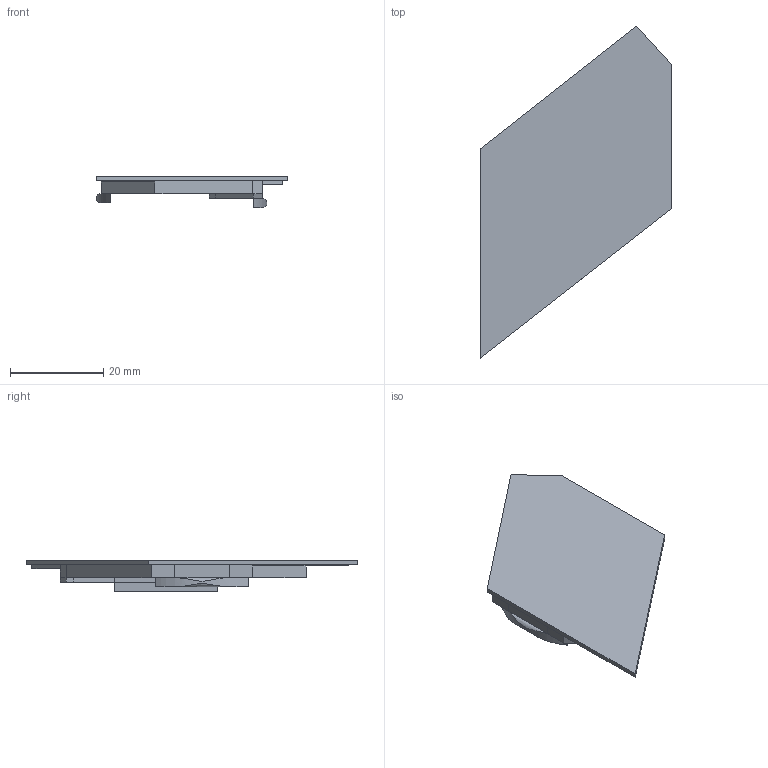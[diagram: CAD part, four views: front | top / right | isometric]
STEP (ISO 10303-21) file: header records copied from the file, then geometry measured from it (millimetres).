
FILE_DESCRIPTION(/* description */ (''),/* implementation_level */ '2;1');
FILE_NAME(/* name */ 'Bosch-Sägeblattabdeckung',/* time_stamp */ '2025-01-06T13:52:42+01:00',/* author */ (''),/* organization */ (''),/* preprocessor_version */ 'ST-DEVELOPER v19.2',/* originating_system */ 'Rhino 8.14',/* authorisation */ '');
FILE_SCHEMA (('CONFIG_CONTROL_DESIGN'));
Length unit declared in the file: millimetre
Products named in the file (1): Document
Bounding box: 41.01 x 71.2 x 6.7 mm (x, y, z)
Volume: 2830.8 mm3; surface area: 4767.1 mm2
Topology: 1 solids, 1 shells, 49 faces, 115 edges, 69 vertices
Faces by surface type: plane 43, cylinder 5, bspline 1
Entity records: 1423 total; most frequent: CARTESIAN_POINT 509, ORIENTED_EDGE 230, EDGE_CURVE 115, B_SPLINE_CURVE_WITH_KNOTS 105, VERTEX_POINT 69, DIRECTION 56, AXIS2_PLACEMENT_3D 52, EDGE_LOOP 50
